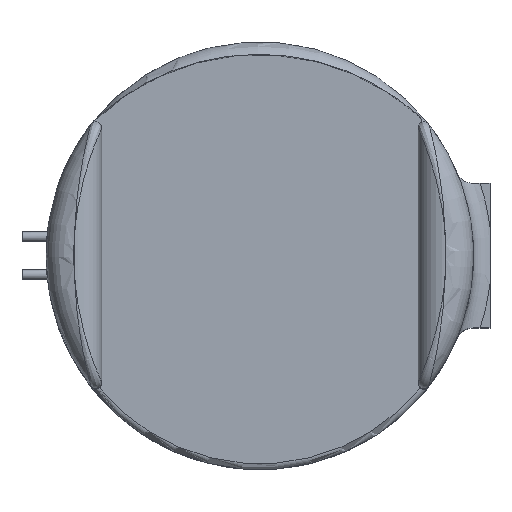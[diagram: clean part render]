
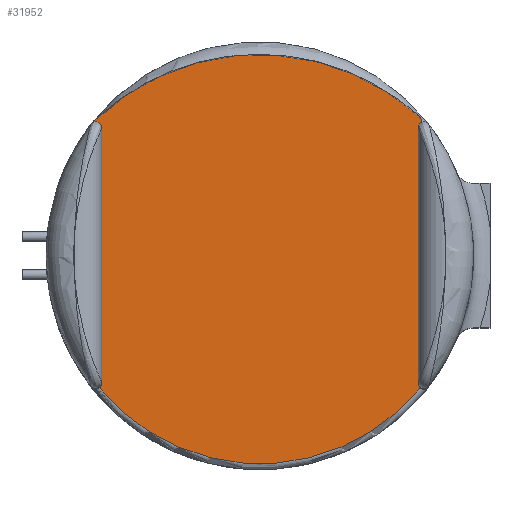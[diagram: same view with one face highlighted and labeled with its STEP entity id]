
A CAD part, top view. The second image highlights one B-rep face of the part: STEP entity #31952.
In plain terms, the highlighted planar face has unit normal (0, 0, 1).
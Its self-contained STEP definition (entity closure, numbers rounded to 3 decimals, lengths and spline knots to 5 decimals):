
#50=PLANE('',#33812);
#114=LINE('',#51573,#1841);
#120=LINE('',#51602,#1847);
#1841=VECTOR('',#39086,1.);
#1847=VECTOR('',#39110,1.);
#3556=CIRCLE('',#33757,0.09017);
#3586=CIRCLE('',#33795,0.00254);
#3589=CIRCLE('',#33801,0.00254);
#3591=CIRCLE('',#33804,0.00254);
#3592=CIRCLE('',#33806,0.00254);
#3596=CIRCLE('',#33813,0.00233);
#3597=CIRCLE('',#33814,0.10036);
#3598=CIRCLE('',#33815,0.08763);
#7128=ORIENTED_EDGE('',*,*,#17673,.T.);
#7129=ORIENTED_EDGE('',*,*,#17682,.T.);
#7130=ORIENTED_EDGE('',*,*,#17683,.T.);
#7131=ORIENTED_EDGE('',*,*,#17601,.F.);
#7132=ORIENTED_EDGE('',*,*,#17670,.T.);
#7133=ORIENTED_EDGE('',*,*,#17653,.T.);
#7134=ORIENTED_EDGE('',*,*,#17660,.T.);
#7135=ORIENTED_EDGE('',*,*,#17684,.T.);
#7136=ORIENTED_EDGE('',*,*,#17666,.T.);
#7137=ORIENTED_EDGE('',*,*,#17639,.F.);
#17601=EDGE_CURVE('',#22884,#22885,#3556,.F.);
#17639=EDGE_CURVE('',#22922,#22915,#114,.T.);
#17653=EDGE_CURVE('',#22929,#22936,#120,.T.);
#17660=EDGE_CURVE('',#22936,#22939,#3586,.F.);
#17666=EDGE_CURVE('',#22942,#22915,#3589,.F.);
#17670=EDGE_CURVE('',#22884,#22929,#3591,.F.);
#17673=EDGE_CURVE('',#22922,#22945,#3592,.F.);
#17682=EDGE_CURVE('',#22945,#22953,#3596,.T.);
#17683=EDGE_CURVE('',#22953,#22885,#3597,.T.);
#17684=EDGE_CURVE('',#22939,#22942,#3598,.T.);
#22884=VERTEX_POINT('',#51459);
#22885=VERTEX_POINT('',#51461);
#22915=VERTEX_POINT('',#51559);
#22922=VERTEX_POINT('',#51572);
#22929=VERTEX_POINT('',#51588);
#22936=VERTEX_POINT('',#51601);
#22939=VERTEX_POINT('',#51624);
#22942=VERTEX_POINT('',#51642);
#22945=VERTEX_POINT('',#51666);
#22953=VERTEX_POINT('',#51690);
#26516=EDGE_LOOP('',(#7128,#7129,#7130,#7131,#7132,#7133,#7134,#7135,#7136,
#7137));
#28386=FACE_BOUND('',#26516,.T.);
#31952=ADVANCED_FACE('',(#28386),#50,.T.);
#33757=AXIS2_PLACEMENT_3D('',#51460,#39026,#39027);
#33795=AXIS2_PLACEMENT_3D('',#51625,#39121,#39122);
#33801=AXIS2_PLACEMENT_3D('',#51641,#39133,#39134);
#33804=AXIS2_PLACEMENT_3D('',#51656,#39139,#39140);
#33806=AXIS2_PLACEMENT_3D('',#51667,#39144,#39145);
#33812=AXIS2_PLACEMENT_3D('',#51688,#39160,#39161);
#33813=AXIS2_PLACEMENT_3D('',#51689,#39162,#39163);
#33814=AXIS2_PLACEMENT_3D('',#51691,#39164,#39165);
#33815=AXIS2_PLACEMENT_3D('',#51692,#39166,#39167);
#39026=DIRECTION('',(0.,0.,1.));
#39027=DIRECTION('',(1.,0.,0.));
#39086=DIRECTION('',(0.,-1.,0.));
#39110=DIRECTION('',(0.,-1.,0.));
#39121=DIRECTION('',(0.,0.,1.));
#39122=DIRECTION('',(1.,0.,0.));
#39133=DIRECTION('',(0.,0.,1.));
#39134=DIRECTION('',(1.,0.,0.));
#39139=DIRECTION('',(0.,0.,1.));
#39140=DIRECTION('',(1.,0.,0.));
#39144=DIRECTION('',(0.,0.,1.));
#39145=DIRECTION('',(1.,0.,0.));
#39160=DIRECTION('',(0.,0.,1.));
#39161=DIRECTION('',(1.,0.,0.));
#39162=DIRECTION('',(0.,0.,1.));
#39163=DIRECTION('',(1.,0.,0.));
#39164=DIRECTION('',(0.,0.,1.));
#39165=DIRECTION('',(1.,0.,0.));
#39166=DIRECTION('',(0.,0.,1.));
#39167=DIRECTION('',(1.,0.,0.));
#51459=CARTESIAN_POINT('',(-0.07129,0.05522,0.01208));
#51460=CARTESIAN_POINT('',(0.,0.,0.01208));
#51461=CARTESIAN_POINT('',(-0.07008,0.05674,0.01208));
#51559=CARTESIAN_POINT('',(0.06674,-0.05366,0.01208));
#51572=CARTESIAN_POINT('',(0.06674,0.05366,0.01208));
#51573=CARTESIAN_POINT('',(0.06674,0.05993,0.01208));
#51588=CARTESIAN_POINT('',(-0.06674,0.05366,0.01208));
#51601=CARTESIAN_POINT('',(-0.06674,-0.05366,0.01208));
#51602=CARTESIAN_POINT('',(-0.06674,-0.00041,0.01208));
#51624=CARTESIAN_POINT('',(-0.06769,-0.05565,0.01208));
#51625=CARTESIAN_POINT('',(-0.06928,-0.05366,0.01208));
#51641=CARTESIAN_POINT('',(0.06928,-0.05366,0.01208));
#51642=CARTESIAN_POINT('',(0.06769,-0.05565,0.01208));
#51656=CARTESIAN_POINT('',(-0.06928,0.05366,0.01208));
#51666=CARTESIAN_POINT('',(0.06743,0.0554,0.01208));
#51667=CARTESIAN_POINT('',(0.06928,0.05366,0.01208));
#51688=CARTESIAN_POINT('',(0.,0.,0.01208));
#51689=CARTESIAN_POINT('',(0.06573,0.05699,0.01208));
#51690=CARTESIAN_POINT('',(0.0673,0.05871,0.01208));
#51691=CARTESIAN_POINT('',(-0.00034,-0.01544,0.01208));
#51692=CARTESIAN_POINT('',(0.,0.,0.01208));
